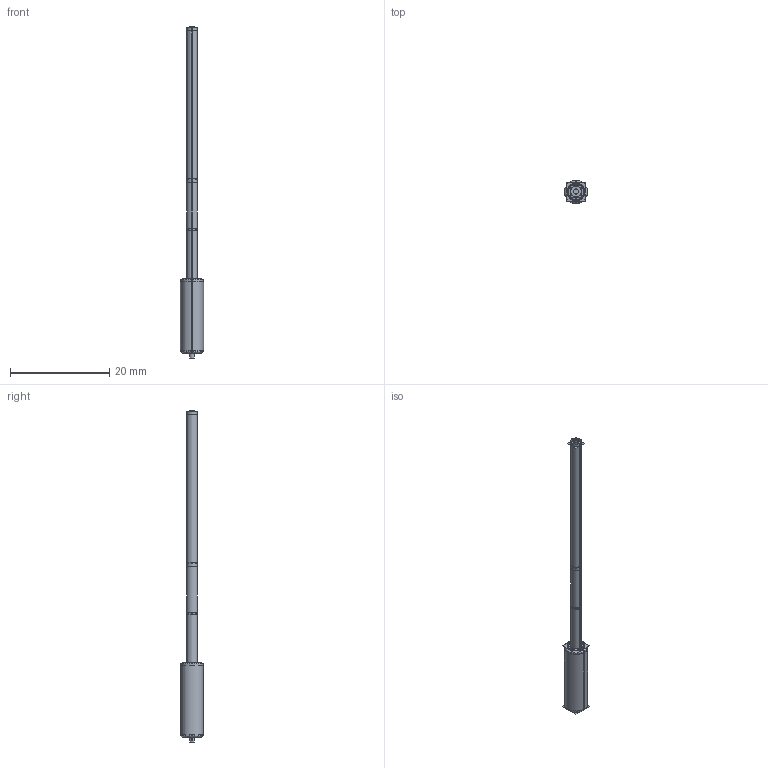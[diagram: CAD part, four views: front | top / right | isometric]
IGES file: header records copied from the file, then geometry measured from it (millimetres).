
Start section:  PTC IGES file: 192792.igs
Global section: file name: 192792.igs; native system: Creo Parametric by Parametric Technology Corporation; preprocessor: 2013230; author: pdmadmin; organization: Unknown; date: 20160209.164033; units: millimetre
Bounding box: 4.65 x 4.65 x 66.99 mm (x, y, z)
Volume: 388.7 mm3; surface area: 5135.8 mm2
Topology: 3 solids, 4 shells, 72 faces, 358 edges, 470 vertices
Faces by surface type: revolution 52, bspline 20
